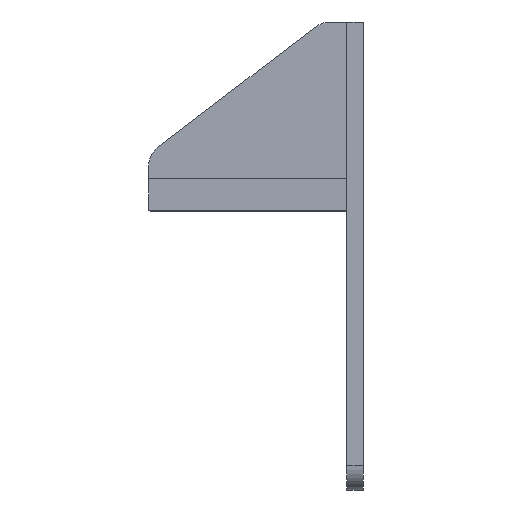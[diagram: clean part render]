
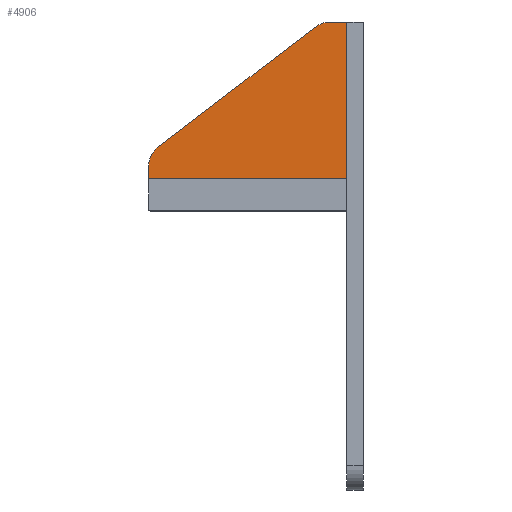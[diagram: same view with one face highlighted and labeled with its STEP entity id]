
A CAD part, left-side view. The second image highlights one B-rep face of the part: STEP entity #4906.
In plain terms, the highlighted planar face has unit normal (-1, 0, 0).
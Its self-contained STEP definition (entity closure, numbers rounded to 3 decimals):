
#37 = DIRECTION ( 'NONE',  ( 0., 0.795, -0.606 ) ) ;
#53 = CIRCLE ( 'NONE', #1789, 15. ) ;
#242 = DIRECTION ( 'NONE',  ( 0., 0., -1. ) ) ;
#405 = DIRECTION ( 'NONE',  ( -1., 0., 0. ) ) ;
#428 = LINE ( 'NONE', #3702, #2538 ) ;
#606 = DIRECTION ( 'NONE',  ( 0., 0., 1. ) ) ;
#610 = VERTEX_POINT ( 'NONE', #3839 ) ;
#890 = CARTESIAN_POINT ( 'NONE',  ( -100., 29.027, 185.431 ) ) ;
#926 = PLANE ( 'NONE',  #6388 ) ;
#1291 = VERTEX_POINT ( 'NONE', #890 ) ;
#1412 = DIRECTION ( 'NONE',  ( 0., 1., 0. ) ) ;
#1427 = FACE_OUTER_BOUND ( 'NONE', #4015, .T. ) ;
#1778 = EDGE_CURVE ( 'NONE', #3565, #6632, #5351, .T. ) ;
#1789 = AXIS2_PLACEMENT_3D ( 'NONE', #2658, #405, #2622 ) ;
#2168 = VECTOR ( 'NONE', #37, 1000. ) ;
#2350 = AXIS2_PLACEMENT_3D ( 'NONE', #6374, #5284, #7075 ) ;
#2418 = ORIENTED_EDGE ( 'NONE', *, *, #4399, .T. ) ;
#2521 = LINE ( 'NONE', #6288, #4536 ) ;
#2538 = VECTOR ( 'NONE', #6594, 1000. ) ;
#2575 = CARTESIAN_POINT ( 'NONE',  ( -100., 10., 93.5 ) ) ;
#2622 = DIRECTION ( 'NONE',  ( 0., 0., 1. ) ) ;
#2658 = CARTESIAN_POINT ( 'NONE',  ( -100., 19.937, 173.5 ) ) ;
#2731 = VECTOR ( 'NONE', #242, 1000. ) ;
#2911 = ORIENTED_EDGE ( 'NONE', *, *, #1778, .T. ) ;
#3011 = LINE ( 'NONE', #5824, #2731 ) ;
#3079 = EDGE_CURVE ( 'NONE', #1291, #6911, #3938, .T. ) ;
#3168 = CIRCLE ( 'NONE', #2350, 15. ) ;
#3345 = CARTESIAN_POINT ( 'NONE',  ( -100., 0., 0. ) ) ;
#3533 = EDGE_CURVE ( 'NONE', #5964, #3565, #428, .T. ) ;
#3565 = VERTEX_POINT ( 'NONE', #4292 ) ;
#3702 = CARTESIAN_POINT ( 'NONE',  ( -100., 130., 93.5 ) ) ;
#3839 = CARTESIAN_POINT ( 'NONE',  ( -100., 19.937, 188.5 ) ) ;
#3844 = CARTESIAN_POINT ( 'NONE',  ( -100., 10., 188.5 ) ) ;
#3857 = EDGE_CURVE ( 'NONE', #6632, #610, #2521, .T. ) ;
#3938 = LINE ( 'NONE', #5040, #2168 ) ;
#4015 = EDGE_LOOP ( 'NONE', ( #4179, #5740, #6879, #4949, #2911, #4592, #2418 ) ) ;
#4179 = ORIENTED_EDGE ( 'NONE', *, *, #3079, .T. ) ;
#4292 = CARTESIAN_POINT ( 'NONE',  ( -100., 10., 93.5 ) ) ;
#4399 = EDGE_CURVE ( 'NONE', #610, #1291, #53, .T. ) ;
#4475 = DIRECTION ( 'NONE',  ( -1., 0., 0. ) ) ;
#4536 = VECTOR ( 'NONE', #1412, 1000. ) ;
#4591 = VECTOR ( 'NONE', #4798, 1000. ) ;
#4592 = ORIENTED_EDGE ( 'NONE', *, *, #3857, .T. ) ;
#4717 = EDGE_CURVE ( 'NONE', #6658, #5964, #3011, .T. ) ;
#4798 = DIRECTION ( 'NONE',  ( 0., 0., 1. ) ) ;
#4906 = ADVANCED_FACE ( 'NONE', ( #1427 ), #926, .T. ) ;
#4949 = ORIENTED_EDGE ( 'NONE', *, *, #3533, .T. ) ;
#5040 = CARTESIAN_POINT ( 'NONE',  ( -100., 25., 188.5 ) ) ;
#5284 = DIRECTION ( 'NONE',  ( -1., 0., 0. ) ) ;
#5351 = LINE ( 'NONE', #2575, #4591 ) ;
#5740 = ORIENTED_EDGE ( 'NONE', *, *, #5987, .T. ) ;
#5824 = CARTESIAN_POINT ( 'NONE',  ( -100., 130., 108.5 ) ) ;
#5964 = VERTEX_POINT ( 'NONE', #6893 ) ;
#5987 = EDGE_CURVE ( 'NONE', #6911, #6658, #3168, .T. ) ;
#6288 = CARTESIAN_POINT ( 'NONE',  ( -100., 10., 188.5 ) ) ;
#6289 = CARTESIAN_POINT ( 'NONE',  ( -100., 130., 101.071 ) ) ;
#6374 = CARTESIAN_POINT ( 'NONE',  ( -100., 115., 101.071 ) ) ;
#6388 = AXIS2_PLACEMENT_3D ( 'NONE', #3345, #4475, #606 ) ;
#6594 = DIRECTION ( 'NONE',  ( 0., -1., 0. ) ) ;
#6616 = CARTESIAN_POINT ( 'NONE',  ( -100., 124.091, 113.002 ) ) ;
#6632 = VERTEX_POINT ( 'NONE', #3844 ) ;
#6658 = VERTEX_POINT ( 'NONE', #6289 ) ;
#6879 = ORIENTED_EDGE ( 'NONE', *, *, #4717, .T. ) ;
#6893 = CARTESIAN_POINT ( 'NONE',  ( -100., 130., 93.5 ) ) ;
#6911 = VERTEX_POINT ( 'NONE', #6616 ) ;
#7075 = DIRECTION ( 'NONE',  ( 0., 0., 1. ) ) ;
